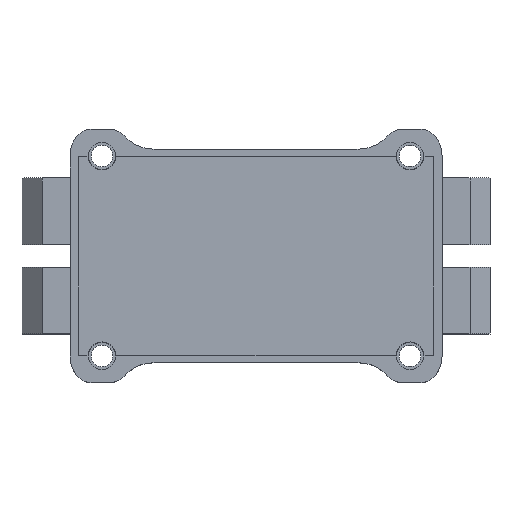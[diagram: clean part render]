
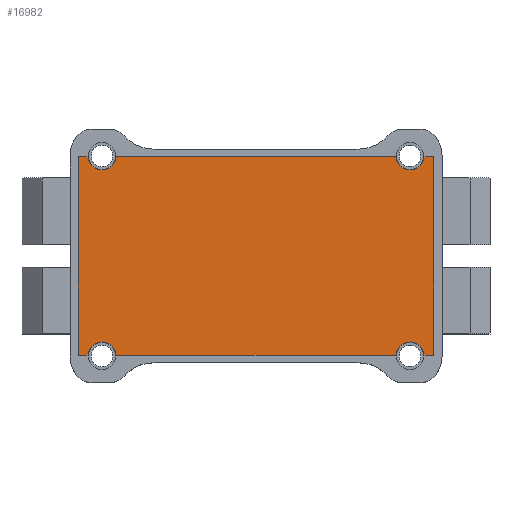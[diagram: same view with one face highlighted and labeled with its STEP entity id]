
A CAD part, top view. The second image highlights one B-rep face of the part: STEP entity #16982.
In plain terms, the highlighted planar face has unit normal (0, 0, 1).
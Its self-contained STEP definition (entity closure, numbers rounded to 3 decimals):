
#16579=CARTESIAN_POINT('',(41.994,-24.8,17.5));
#16580=VERTEX_POINT('',#16579);
#16587=CARTESIAN_POINT('',(35.006,-24.8,17.5));
#16588=VERTEX_POINT('',#16587);
#16589=CARTESIAN_POINT('',(38.5,-25.0,17.5));
#16590=DIRECTION('',(0.0,0.0,-1.0));
#16591=DIRECTION('',(0.0,1.0,0.0));
#16592=AXIS2_PLACEMENT_3D('',#16589,#16590,#16591);
#16593=CIRCLE('',#16592,3.5);
#16594=EDGE_CURVE('',#16588,#16580,#16593,.T.);
#16618=CARTESIAN_POINT('',(44.45,-24.8,17.5));
#16619=VERTEX_POINT('',#16618);
#16626=CARTESIAN_POINT('',(41.994,-24.8,17.5));
#16627=DIRECTION('',(1.0,0.0,0.0));
#16628=VECTOR('',#16627,2.456);
#16629=LINE('',#16626,#16628);
#16630=EDGE_CURVE('',#16580,#16619,#16629,.T.);
#16649=CARTESIAN_POINT('',(44.45,24.8,17.5));
#16650=VERTEX_POINT('',#16649);
#16657=CARTESIAN_POINT('',(44.45,-24.8,17.5));
#16658=DIRECTION('',(0.0,1.0,0.0));
#16659=VECTOR('',#16658,49.6);
#16660=LINE('',#16657,#16659);
#16661=EDGE_CURVE('',#16619,#16650,#16660,.T.);
#16680=CARTESIAN_POINT('',(41.994,24.8,17.5));
#16681=VERTEX_POINT('',#16680);
#16688=CARTESIAN_POINT('',(44.45,24.8,17.5));
#16689=DIRECTION('',(-1.0,0.0,0.0));
#16690=VECTOR('',#16689,2.456);
#16691=LINE('',#16688,#16690);
#16692=EDGE_CURVE('',#16650,#16681,#16691,.T.);
#16712=CARTESIAN_POINT('',(35.006,24.8,17.5));
#16713=VERTEX_POINT('',#16712);
#16720=CARTESIAN_POINT('',(38.5,25.0,17.5));
#16721=DIRECTION('',(0.0,0.0,-1.0));
#16722=DIRECTION('',(0.0,-1.0,0.0));
#16723=AXIS2_PLACEMENT_3D('',#16720,#16721,#16722);
#16724=CIRCLE('',#16723,3.5);
#16725=EDGE_CURVE('',#16681,#16713,#16724,.T.);
#16744=CARTESIAN_POINT('',(-35.006,24.8,17.5));
#16745=VERTEX_POINT('',#16744);
#16752=CARTESIAN_POINT('',(35.006,24.8,17.5));
#16753=DIRECTION('',(-1.0,0.0,0.0));
#16754=VECTOR('',#16753,70.011);
#16755=LINE('',#16752,#16754);
#16756=EDGE_CURVE('',#16713,#16745,#16755,.T.);
#16776=CARTESIAN_POINT('',(-41.994,24.8,17.5));
#16777=VERTEX_POINT('',#16776);
#16784=CARTESIAN_POINT('',(-38.5,25.0,17.5));
#16785=DIRECTION('',(0.0,0.0,-1.0));
#16786=DIRECTION('',(0.0,-1.0,0.0));
#16787=AXIS2_PLACEMENT_3D('',#16784,#16785,#16786);
#16788=CIRCLE('',#16787,3.5);
#16789=EDGE_CURVE('',#16745,#16777,#16788,.T.);
#16808=CARTESIAN_POINT('',(-44.45,24.8,17.5));
#16809=VERTEX_POINT('',#16808);
#16816=CARTESIAN_POINT('',(-41.994,24.8,17.5));
#16817=DIRECTION('',(-1.0,0.0,0.0));
#16818=VECTOR('',#16817,2.456);
#16819=LINE('',#16816,#16818);
#16820=EDGE_CURVE('',#16777,#16809,#16819,.T.);
#16839=CARTESIAN_POINT('',(-44.45,-24.8,17.5));
#16840=VERTEX_POINT('',#16839);
#16847=CARTESIAN_POINT('',(-44.45,24.8,17.5));
#16848=DIRECTION('',(0.0,-1.0,0.0));
#16849=VECTOR('',#16848,49.6);
#16850=LINE('',#16847,#16849);
#16851=EDGE_CURVE('',#16809,#16840,#16850,.T.);
#16870=CARTESIAN_POINT('',(-41.994,-24.8,17.5));
#16871=VERTEX_POINT('',#16870);
#16878=CARTESIAN_POINT('',(-44.45,-24.8,17.5));
#16879=DIRECTION('',(1.0,0.0,0.0));
#16880=VECTOR('',#16879,2.456);
#16881=LINE('',#16878,#16880);
#16882=EDGE_CURVE('',#16840,#16871,#16881,.T.);
#16902=CARTESIAN_POINT('',(-35.006,-24.8,17.5));
#16903=VERTEX_POINT('',#16902);
#16910=CARTESIAN_POINT('',(-38.5,-25.0,17.5));
#16911=DIRECTION('',(0.0,0.0,-1.0));
#16912=DIRECTION('',(0.0,1.0,0.0));
#16913=AXIS2_PLACEMENT_3D('',#16910,#16911,#16912);
#16914=CIRCLE('',#16913,3.5);
#16915=EDGE_CURVE('',#16871,#16903,#16914,.T.);
#16933=CARTESIAN_POINT('',(-35.006,-24.8,17.5));
#16934=DIRECTION('',(1.0,0.0,0.0));
#16935=VECTOR('',#16934,70.011);
#16936=LINE('',#16933,#16935);
#16937=EDGE_CURVE('',#16903,#16588,#16936,.T.);
#16963=CARTESIAN_POINT('',(0.,0.,17.5));
#16964=DIRECTION('',(0.0,0.0,-1.0));
#16965=DIRECTION('',(1.0,0.0,0.0));
#16966=AXIS2_PLACEMENT_3D('',#16963,#16964,#16965);
#16967=PLANE('',#16966);
#16968=ORIENTED_EDGE('',*,*,#16937,.T.);
#16969=ORIENTED_EDGE('',*,*,#16594,.T.);
#16970=ORIENTED_EDGE('',*,*,#16630,.T.);
#16971=ORIENTED_EDGE('',*,*,#16661,.T.);
#16972=ORIENTED_EDGE('',*,*,#16692,.T.);
#16973=ORIENTED_EDGE('',*,*,#16725,.T.);
#16974=ORIENTED_EDGE('',*,*,#16756,.T.);
#16975=ORIENTED_EDGE('',*,*,#16789,.T.);
#16976=ORIENTED_EDGE('',*,*,#16820,.T.);
#16977=ORIENTED_EDGE('',*,*,#16851,.T.);
#16978=ORIENTED_EDGE('',*,*,#16882,.T.);
#16979=ORIENTED_EDGE('',*,*,#16915,.T.);
#16980=EDGE_LOOP('',(#16968,#16969,#16970,#16971,#16972,#16973,#16974,#16975,#16976,#16977,#16978,#16979));
#16981=FACE_OUTER_BOUND('',#16980,.T.);
#16982=ADVANCED_FACE('',(#16981),#16967,.F.);
